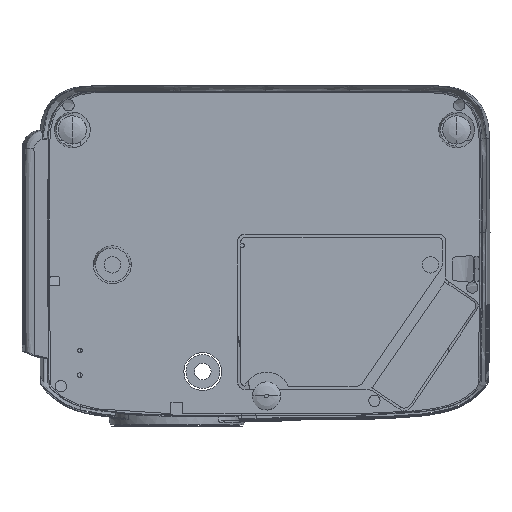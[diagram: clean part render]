
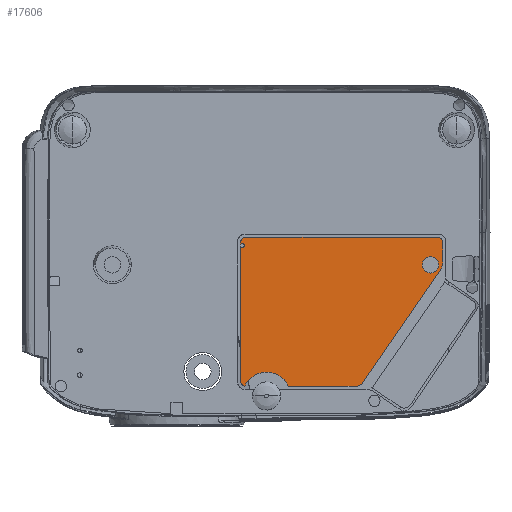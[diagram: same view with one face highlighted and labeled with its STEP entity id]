
A CAD part, front view. The second image highlights one B-rep face of the part: STEP entity #17606.
In plain terms, the highlighted planar face has unit normal (0, -1, 0).
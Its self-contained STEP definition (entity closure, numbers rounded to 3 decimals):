
#15895=CARTESIAN_POINT('',(42.5,-55.9,19.5));
#15896=DIRECTION('',(0.,-1.,0.));
#15897=DIRECTION('',(-0.866,0.,-0.5));
#15898=AXIS2_PLACEMENT_3D('',#15895,#15896,#15897);
#15900=CARTESIAN_POINT('',(42.5,-55.9,19.5));
#15901=DIRECTION('',(0.,-1.,0.));
#15902=DIRECTION('',(1.,0.,0.));
#15903=AXIS2_PLACEMENT_3D('',#15900,#15901,#15902);
#15905=DIRECTION('',(0.,0.,1.));
#15906=VECTOR('',#15905,1.251);
#15907=CARTESIAN_POINT('',(41.374,-55.9,20.151));
#15908=LINE('',#15907,#15906);
#15909=CARTESIAN_POINT('',(41.374,-55.9,21.402));
#15910=CARTESIAN_POINT('',(41.375,-55.9,21.782));
#15911=CARTESIAN_POINT('',(41.491,-55.9,22.499));
#15912=CARTESIAN_POINT('',(41.996,-55.9,23.492));
#15913=CARTESIAN_POINT('',(42.768,-55.9,24.265));
#15914=CARTESIAN_POINT('',(43.763,-55.9,24.771));
#15915=CARTESIAN_POINT('',(44.481,-55.9,24.888));
#15916=CARTESIAN_POINT('',(44.861,-55.9,24.889));
#15918=DIRECTION('',(1.,0.,0.));
#15919=VECTOR('',#15918,124.605);
#15920=CARTESIAN_POINT('',(44.861,-55.9,24.889));
#15921=LINE('',#15920,#15919);
#15922=CARTESIAN_POINT('',(169.466,-55.9,24.889));
#15923=CARTESIAN_POINT('',(169.846,-55.9,24.888));
#15924=CARTESIAN_POINT('',(170.563,-55.9,24.772));
#15925=CARTESIAN_POINT('',(171.556,-55.9,24.267));
#15926=CARTESIAN_POINT('',(172.329,-55.9,23.495));
#15927=CARTESIAN_POINT('',(172.835,-55.9,22.5));
#15928=CARTESIAN_POINT('',(172.952,-55.9,21.782));
#15929=CARTESIAN_POINT('',(172.952,-55.9,21.402));
#15931=DIRECTION('',(0.,0.,-1.));
#15932=VECTOR('',#15931,12.301);
#15933=CARTESIAN_POINT('',(172.952,-55.9,21.402));
#15934=LINE('',#15933,#15932);
#15935=CARTESIAN_POINT('',(172.952,-55.9,9.101));
#15936=CARTESIAN_POINT('',(172.952,-55.9,8.712));
#15937=CARTESIAN_POINT('',(172.917,-55.9,7.975));
#15938=CARTESIAN_POINT('',(172.782,-55.9,6.985));
#15939=CARTESIAN_POINT('',(172.581,-55.9,6.112));
#15940=CARTESIAN_POINT('',(172.329,-55.9,5.349));
#15941=CARTESIAN_POINT('',(172.033,-55.9,4.691));
#15942=CARTESIAN_POINT('',(171.811,-55.9,4.319));
#15943=CARTESIAN_POINT('',(171.693,-55.9,4.148));
#15945=DIRECTION('',(-0.568,0.,-0.823));
#15946=VECTOR('',#15945,90.261);
#15947=CARTESIAN_POINT('',(171.693,-55.9,4.148));
#15948=LINE('',#15947,#15946);
#15949=CARTESIAN_POINT('',(120.465,-55.9,-70.166));
#15950=CARTESIAN_POINT('',(120.375,-55.9,-70.297));
#15951=CARTESIAN_POINT('',(120.165,-55.9,-70.557));
#15952=CARTESIAN_POINT('',(119.75,-55.9,-70.931));
#15953=CARTESIAN_POINT('',(119.223,-55.9,-71.281));
#15954=CARTESIAN_POINT('',(118.575,-55.9,-71.593));
#15955=CARTESIAN_POINT('',(117.804,-55.9,-71.846));
#15956=CARTESIAN_POINT('',(116.918,-55.9,-72.016));
#15957=CARTESIAN_POINT('',(116.266,-55.9,-72.059));
#15958=CARTESIAN_POINT('',(115.923,-55.9,-72.059));
#15960=DIRECTION('',(-1.,0.,0.));
#15961=VECTOR('',#15960,43.417);
#15962=CARTESIAN_POINT('',(115.923,-55.9,-72.059));
#15963=LINE('',#15962,#15961);
#15964=CARTESIAN_POINT('',(58.3,-55.9,-78.34));
#15965=DIRECTION('',(0.,-1.,0.));
#15966=DIRECTION('',(0.915,0.,0.404));
#15967=AXIS2_PLACEMENT_3D('',#15964,#15965,#15966);
#15969=CARTESIAN_POINT('',(44.128,-55.9,-71.981));
#15970=CARTESIAN_POINT('',(43.725,-55.9,-71.895));
#15971=CARTESIAN_POINT('',(43.,-55.9,-71.599));
#15972=CARTESIAN_POINT('',(42.096,-55.9,-70.811));
#15973=CARTESIAN_POINT('',(41.513,-55.9,-69.758));
#15974=CARTESIAN_POINT('',(41.375,-55.9,-68.985));
#15975=CARTESIAN_POINT('',(41.374,-55.9,-68.572));
#15977=DIRECTION('',(0.,0.,1.));
#15978=VECTOR('',#15977,87.421);
#15979=CARTESIAN_POINT('',(41.374,-55.9,-68.572));
#15980=LINE('',#15979,#15978);
#15981=CARTESIAN_POINT('',(165.,-55.9,7.));
#15982=DIRECTION('',(0.,-1.,0.));
#15983=DIRECTION('',(-1.,0.,0.));
#15984=AXIS2_PLACEMENT_3D('',#15981,#15982,#15983);
#15986=CARTESIAN_POINT('',(165.,-55.9,7.));
#15987=DIRECTION('',(0.,-1.,0.));
#15988=DIRECTION('',(1.,0.,0.));
#15989=AXIS2_PLACEMENT_3D('',#15986,#15987,#15988);
#16412=CARTESIAN_POINT('',(169.466,-55.9,24.889));
#16413=CARTESIAN_POINT('',(44.861,-55.9,24.889));
#16414=VERTEX_POINT('',#16412);
#16415=VERTEX_POINT('',#16413);
#16416=VERTEX_POINT('',#15929);
#16417=CARTESIAN_POINT('',(172.952,-55.9,9.101));
#16418=VERTEX_POINT('',#16417);
#16419=VERTEX_POINT('',#15943);
#16433=CARTESIAN_POINT('',(120.465,-55.9,-70.166));
#16434=VERTEX_POINT('',#16433);
#16435=VERTEX_POINT('',#15958);
#16436=CARTESIAN_POINT('',(72.506,-55.9,-72.059));
#16437=VERTEX_POINT('',#16436);
#16442=CARTESIAN_POINT('',(41.374,-55.9,18.849));
#16443=CARTESIAN_POINT('',(41.374,-55.9,-68.572));
#16444=VERTEX_POINT('',#16442);
#16445=VERTEX_POINT('',#16443);
#16446=CARTESIAN_POINT('',(41.374,-55.9,21.402));
#16447=CARTESIAN_POINT('',(41.374,-55.9,20.151));
#16448=VERTEX_POINT('',#16446);
#16449=VERTEX_POINT('',#16447);
#16450=CARTESIAN_POINT('',(43.8,-55.9,19.5));
#16451=VERTEX_POINT('',#16450);
#16452=CARTESIAN_POINT('',(44.128,-55.9,-71.981));
#16453=VERTEX_POINT('',#16452);
#16454=CARTESIAN_POINT('',(159.6,-55.9,7.));
#16455=CARTESIAN_POINT('',(170.4,-55.9,7.));
#16456=VERTEX_POINT('',#16454);
#16457=VERTEX_POINT('',#16455);
#17565=CARTESIAN_POINT('',(-32.529,-55.9,125.5));
#17566=DIRECTION('',(0.,1.,0.));
#17567=DIRECTION('',(1.,0.,0.));
#17568=AXIS2_PLACEMENT_3D('',#17565,#17566,#17567);
#17569=PLANE('',#17568);
#17571=ORIENTED_EDGE('',*,*,#17570,.T.);
#17573=ORIENTED_EDGE('',*,*,#17572,.T.);
#17575=ORIENTED_EDGE('',*,*,#17574,.T.);
#17577=ORIENTED_EDGE('',*,*,#17576,.T.);
#17579=ORIENTED_EDGE('',*,*,#17578,.T.);
#17581=ORIENTED_EDGE('',*,*,#17580,.T.);
#17583=ORIENTED_EDGE('',*,*,#17582,.T.);
#17585=ORIENTED_EDGE('',*,*,#17584,.T.);
#17587=ORIENTED_EDGE('',*,*,#17586,.T.);
#17589=ORIENTED_EDGE('',*,*,#17588,.T.);
#17591=ORIENTED_EDGE('',*,*,#17590,.T.);
#17593=ORIENTED_EDGE('',*,*,#17592,.T.);
#17595=ORIENTED_EDGE('',*,*,#17594,.T.);
#17597=ORIENTED_EDGE('',*,*,#17596,.T.);
#17598=EDGE_LOOP('',(#17571,#17573,#17575,#17577,#17579,#17581,#17583,#17585,
#17587,#17589,#17591,#17593,#17595,#17597));
#17599=FACE_OUTER_BOUND('',#17598,.F.);
#17601=ORIENTED_EDGE('',*,*,#17600,.T.);
#17603=ORIENTED_EDGE('',*,*,#17602,.T.);
#17604=EDGE_LOOP('',(#17601,#17603));
#17605=FACE_BOUND('',#17604,.F.);
#15899=CIRCLE('',#15898,1.3);
#15904=CIRCLE('',#15903,1.3);
#15917=B_SPLINE_CURVE_WITH_KNOTS('',3,(#15909,#15910,#15911,#15912,#15913,
#15914,#15915,#15916),.UNSPECIFIED.,.F.,.F.,(4,1,1,1,1,4),(0.,0.2,0.4,
0.6,0.8,1.),.UNSPECIFIED.);
#15930=B_SPLINE_CURVE_WITH_KNOTS('',3,(#15922,#15923,#15924,#15925,#15926,
#15927,#15928,#15929),.UNSPECIFIED.,.F.,.F.,(4,1,1,1,1,4),(0.,0.2,0.4,
0.6,0.8,1.),.UNSPECIFIED.);
#15944=B_SPLINE_CURVE_WITH_KNOTS('',3,(#15935,#15936,#15937,#15938,#15939,
#15940,#15941,#15942,#15943),.UNSPECIFIED.,.F.,.F.,(4,1,1,1,1,1,4),(0.,
0.167,0.333,0.5,0.667,0.833,
1.),.UNSPECIFIED.);
#15959=B_SPLINE_CURVE_WITH_KNOTS('',3,(#15949,#15950,#15951,#15952,#15953,
#15954,#15955,#15956,#15957,#15958),.UNSPECIFIED.,.F.,.F.,(4,1,1,1,1,1,1,4),(
0.,0.143,0.286,0.429,0.571,
0.714,0.857,1.),.UNSPECIFIED.);
#15968=CIRCLE('',#15967,15.533);
#15976=B_SPLINE_CURVE_WITH_KNOTS('',3,(#15969,#15970,#15971,#15972,#15973,
#15974,#15975),.UNSPECIFIED.,.F.,.F.,(4,1,1,1,4),(0.,0.25,0.5,0.75,
1.),.UNSPECIFIED.);
#15985=CIRCLE('',#15984,5.4);
#15990=CIRCLE('',#15989,5.4);
#17570=EDGE_CURVE('',#16444,#16451,#15899,.T.);
#17572=EDGE_CURVE('',#16451,#16449,#15904,.T.);
#17574=EDGE_CURVE('',#16449,#16448,#15908,.T.);
#17576=EDGE_CURVE('',#16448,#16415,#15917,.T.);
#17578=EDGE_CURVE('',#16415,#16414,#15921,.T.);
#17580=EDGE_CURVE('',#16414,#16416,#15930,.T.);
#17582=EDGE_CURVE('',#16416,#16418,#15934,.T.);
#17584=EDGE_CURVE('',#16418,#16419,#15944,.T.);
#17586=EDGE_CURVE('',#16419,#16434,#15948,.T.);
#17588=EDGE_CURVE('',#16434,#16435,#15959,.T.);
#17590=EDGE_CURVE('',#16435,#16437,#15963,.T.);
#17592=EDGE_CURVE('',#16437,#16453,#15968,.T.);
#17594=EDGE_CURVE('',#16453,#16445,#15976,.T.);
#17596=EDGE_CURVE('',#16445,#16444,#15980,.T.);
#17600=EDGE_CURVE('',#16456,#16457,#15985,.T.);
#17602=EDGE_CURVE('',#16457,#16456,#15990,.T.);
#17606=ADVANCED_FACE('',(#17599,#17605),#17569,.F.);
